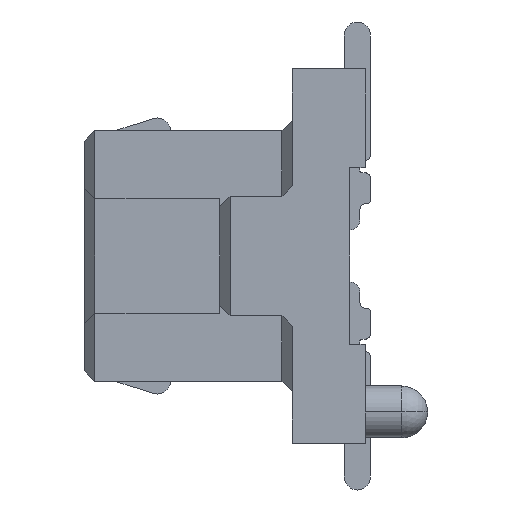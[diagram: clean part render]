
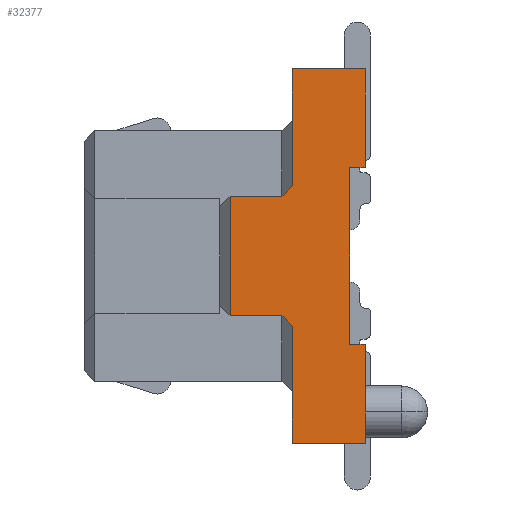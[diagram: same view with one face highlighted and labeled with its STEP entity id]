
A CAD part, left-side view. The second image highlights one B-rep face of the part: STEP entity #32377.
In plain terms, the highlighted planar face has unit normal (-1, 0, 0).
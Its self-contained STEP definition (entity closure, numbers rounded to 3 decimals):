
#25=DIRECTION('',(0.,0.,1.));
#26=VECTOR('',#25,0.95);
#27=CARTESIAN_POINT('',(-6.05,0.,0.85));
#28=LINE('',#27,#26);
#43=DIRECTION('',(0.,0.,1.));
#44=VECTOR('',#43,0.65);
#45=CARTESIAN_POINT('',(-6.05,0.,-1.5));
#46=LINE('',#45,#44);
#59=DIRECTION('',(0.,0.,1.));
#60=VECTOR('',#59,0.3);
#61=CARTESIAN_POINT('',(-6.05,0.,-1.8));
#62=LINE('',#61,#60);
#7001=DIRECTION('',(0.,1.,0.));
#7002=VECTOR('',#7001,0.7);
#7003=CARTESIAN_POINT('',(-6.05,0.,1.8));
#7004=LINE('',#7003,#7002);
#7225=DIRECTION('',(0.,1.,0.));
#7226=VECTOR('',#7225,0.7);
#7227=CARTESIAN_POINT('',(-6.05,0.,-1.8));
#7228=LINE('',#7227,#7226);
#7229=DIRECTION('',(0.,0.,1.));
#7230=VECTOR('',#7229,1.125);
#7231=CARTESIAN_POINT('',(-6.05,0.7,-1.8));
#7232=LINE('',#7231,#7230);
#7233=DIRECTION('',(0.,-1.,0.));
#7234=VECTOR('',#7233,0.5);
#7235=CARTESIAN_POINT('',(-6.05,1.3,-0.575));
#7236=LINE('',#7235,#7234);
#7237=DIRECTION('',(0.,0.,-1.));
#7238=VECTOR('',#7237,1.15);
#7239=CARTESIAN_POINT('',(-6.05,1.3,0.575));
#7240=LINE('',#7239,#7238);
#7241=DIRECTION('',(0.,-1.,0.));
#7242=VECTOR('',#7241,0.5);
#7243=CARTESIAN_POINT('',(-6.05,1.3,0.575));
#7244=LINE('',#7243,#7242);
#7245=DIRECTION('',(0.,0.,1.));
#7246=VECTOR('',#7245,1.125);
#7247=CARTESIAN_POINT('',(-6.05,0.7,0.675));
#7248=LINE('',#7247,#7246);
#7249=DIRECTION('',(0.,1.,0.));
#7250=VECTOR('',#7249,0.15);
#7251=CARTESIAN_POINT('',(-6.05,0.,0.85));
#7252=LINE('',#7251,#7250);
#7253=DIRECTION('',(0.,0.,1.));
#7254=VECTOR('',#7253,1.7);
#7255=CARTESIAN_POINT('',(-6.05,0.15,-0.85));
#7256=LINE('',#7255,#7254);
#7257=DIRECTION('',(0.,1.,0.));
#7258=VECTOR('',#7257,0.15);
#7259=CARTESIAN_POINT('',(-6.05,0.,-0.85));
#7260=LINE('',#7259,#7258);
#7261=DIRECTION('',(0.,-0.707,-0.707));
#7262=VECTOR('',#7261,0.141);
#7263=CARTESIAN_POINT('',(-6.05,0.8,-0.575));
#7264=LINE('',#7263,#7262);
#7381=DIRECTION('',(0.,0.707,-0.707));
#7382=VECTOR('',#7381,0.141);
#7383=CARTESIAN_POINT('',(-6.05,0.7,0.675));
#7384=LINE('',#7383,#7382);
#19125=CARTESIAN_POINT('',(-6.05,0.7,1.8));
#19127=VERTEX_POINT('',#19125);
#19130=CARTESIAN_POINT('',(-6.05,0.7,-1.8));
#19132=VERTEX_POINT('',#19130);
#19133=CARTESIAN_POINT('',(-6.05,0.,-1.8));
#19134=VERTEX_POINT('',#19133);
#19135=CARTESIAN_POINT('',(-6.05,0.,1.8));
#19136=VERTEX_POINT('',#19135);
#19234=CARTESIAN_POINT('',(-6.05,1.3,0.575));
#19236=VERTEX_POINT('',#19234);
#19243=CARTESIAN_POINT('',(-6.05,1.3,-0.575));
#19244=VERTEX_POINT('',#19243);
#19273=CARTESIAN_POINT('',(-6.05,0.8,-0.575));
#19274=CARTESIAN_POINT('',(-6.05,0.7,-0.675));
#19275=VERTEX_POINT('',#19273);
#19276=VERTEX_POINT('',#19274);
#19281=CARTESIAN_POINT('',(-6.05,0.8,0.575));
#19282=VERTEX_POINT('',#19281);
#19283=CARTESIAN_POINT('',(-6.05,0.7,0.675));
#19284=VERTEX_POINT('',#19283);
#19295=CARTESIAN_POINT('',(-6.05,0.,0.85));
#19296=VERTEX_POINT('',#19295);
#19297=CARTESIAN_POINT('',(-6.05,0.,-0.85));
#19299=VERTEX_POINT('',#19297);
#19309=CARTESIAN_POINT('',(-6.05,0.15,-0.85));
#19310=CARTESIAN_POINT('',(-6.05,0.15,0.85));
#19311=VERTEX_POINT('',#19309);
#19312=VERTEX_POINT('',#19310);
#19333=CARTESIAN_POINT('',(-6.05,0.,-1.5));
#19335=VERTEX_POINT('',#19333);
#32349=CARTESIAN_POINT('',(-6.05,0.,-1.8));
#32350=DIRECTION('',(-1.,0.,0.));
#32351=DIRECTION('',(0.,0.,1.));
#32352=AXIS2_PLACEMENT_3D('',#32349,#32350,#32351);
#32353=PLANE('',#32352);
#32354=ORIENTED_EDGE('',*,*,#25178,.F.);
#32355=ORIENTED_EDGE('',*,*,#25376,.T.);
#32356=ORIENTED_EDGE('',*,*,#26697,.T.);
#32358=ORIENTED_EDGE('',*,*,#32357,.F.);
#32360=ORIENTED_EDGE('',*,*,#32359,.F.);
#32362=ORIENTED_EDGE('',*,*,#32361,.F.);
#32364=ORIENTED_EDGE('',*,*,#32363,.T.);
#32366=ORIENTED_EDGE('',*,*,#32365,.F.);
#32367=ORIENTED_EDGE('',*,*,#27035,.T.);
#32368=ORIENTED_EDGE('',*,*,#32177,.F.);
#32369=ORIENTED_EDGE('',*,*,#25154,.F.);
#32371=ORIENTED_EDGE('',*,*,#32370,.T.);
#32372=ORIENTED_EDGE('',*,*,#32289,.F.);
#32373=ORIENTED_EDGE('',*,*,#32342,.F.);
#32374=ORIENTED_EDGE('',*,*,#25170,.F.);
#32375=EDGE_LOOP('',(#32354,#32355,#32356,#32358,#32360,#32362,#32364,#32366,
#32367,#32368,#32369,#32371,#32372,#32373,#32374));
#32376=FACE_OUTER_BOUND('',#32375,.F.);
#25154=EDGE_CURVE('',#19296,#19136,#28,.T.);
#25170=EDGE_CURVE('',#19335,#19299,#46,.T.);
#25178=EDGE_CURVE('',#19134,#19335,#62,.T.);
#25376=EDGE_CURVE('',#19134,#19132,#7228,.T.);
#26697=EDGE_CURVE('',#19132,#19276,#7232,.T.);
#27035=EDGE_CURVE('',#19284,#19127,#7248,.T.);
#32177=EDGE_CURVE('',#19136,#19127,#7004,.T.);
#32289=EDGE_CURVE('',#19311,#19312,#7256,.T.);
#32342=EDGE_CURVE('',#19299,#19311,#7260,.T.);
#32357=EDGE_CURVE('',#19275,#19276,#7264,.T.);
#32359=EDGE_CURVE('',#19244,#19275,#7236,.T.);
#32361=EDGE_CURVE('',#19236,#19244,#7240,.T.);
#32363=EDGE_CURVE('',#19236,#19282,#7244,.T.);
#32365=EDGE_CURVE('',#19284,#19282,#7384,.T.);
#32370=EDGE_CURVE('',#19296,#19312,#7252,.T.);
#32377=ADVANCED_FACE('',(#32376),#32353,.T.);
